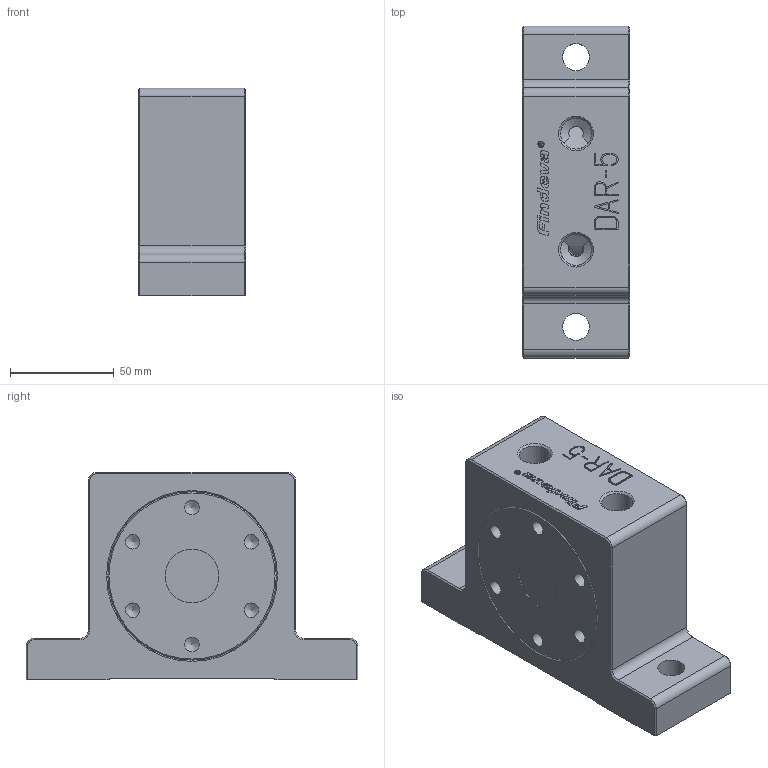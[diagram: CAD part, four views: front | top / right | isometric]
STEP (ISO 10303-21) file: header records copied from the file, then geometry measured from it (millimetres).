
FILE_DESCRIPTION((''),'2;1');
FILE_NAME('7005-00-M.stp','2012-03-28T19:06:19',('Petr'),(''),'Autodesk Inventor 2011','Autodesk Inventor 2011','');
FILE_SCHEMA(('CONFIG_CONTROL_DESIGN'));
Length unit declared in the file: millimetre
Products named in the file (1): 7005-00-M
Bounding box: 52 x 160 x 100 mm (x, y, z)
Volume: 564512.1 mm3; surface area: 53378.4 mm2
Topology: 1 solids, 1 shells, 339 faces, 879 edges, 574 vertices
Faces by surface type: plane 203, cylinder 94, cone 33, bspline 8, torus 1
Full cylindrical faces by diameter (mm): 2.682 x1, 2.982 x1, 7 x12, 13 x2, 14.95 x2, 26 x2
Entity records: 10399 total; most frequent: CARTESIAN_POINT 1975, DIRECTION 1668, ORIENTED_EDGE 1646, EDGE_CURVE 823, VECTOR 588, LINE 588, VERTEX_POINT 556, AXIS2_PLACEMENT_3D 540
